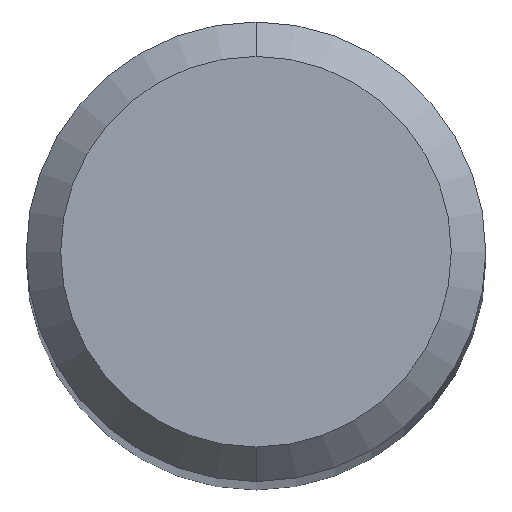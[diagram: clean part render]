
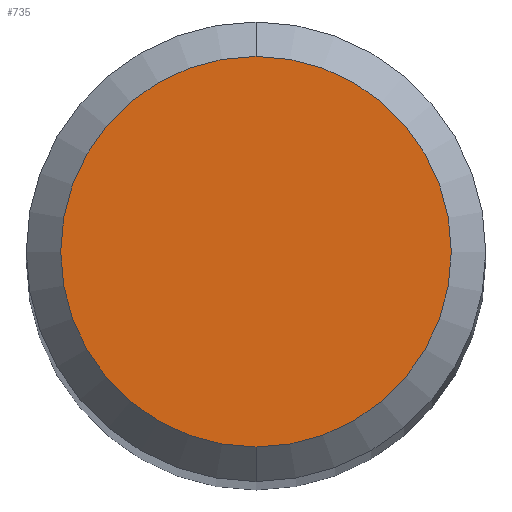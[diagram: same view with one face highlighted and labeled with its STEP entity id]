
A CAD part, top view. The second image highlights one B-rep face of the part: STEP entity #735.
In plain terms, the highlighted planar face has unit normal (0, 0, 1).
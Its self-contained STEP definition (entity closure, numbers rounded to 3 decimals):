
#535=EDGE_CURVE('',#1061,#903,#1299,.T.);
#735=ADVANCED_FACE('',(#1526),#1527,.T.);
#903=VERTEX_POINT('',#1709);
#977=EDGE_CURVE('',#903,#1061,#1788,.T.);
#1061=VERTEX_POINT('',#1874);
#1299=CIRCLE('',#2469,1.7);
#1526=FACE_OUTER_BOUND('',#3197,.T.);
#1527=PLANE('',#3198);
#1709=CARTESIAN_POINT('',(0.0,1.7,0.0));
#1788=CIRCLE('',#4039,1.7);
#1874=CARTESIAN_POINT('',(0.,-1.7,0.0));
#2469=AXIS2_PLACEMENT_3D('',#4697,#4698,#4699);
#3197=EDGE_LOOP('',(#5037,#5038));
#3198=AXIS2_PLACEMENT_3D('',#5039,#5040,#5041);
#4039=AXIS2_PLACEMENT_3D('',#5292,#5293,#5294);
#4697=CARTESIAN_POINT('',(0.0,0.0,0.0));
#4698=DIRECTION('',(0.0,0.0,-1.0));
#4699=DIRECTION('',(0.0,1.0,0.0));
#5037=ORIENTED_EDGE('',*,*,#977,.F.);
#5038=ORIENTED_EDGE('',*,*,#535,.F.);
#5039=CARTESIAN_POINT('',(0.0,0.85,0.0));
#5040=DIRECTION('',(-0.0,0.0,1.0));
#5041=DIRECTION('',(0.0,-1.0,0.0));
#5292=CARTESIAN_POINT('',(0.0,0.0,0.0));
#5293=DIRECTION('',(0.0,0.0,-1.0));
#5294=DIRECTION('',(0.0,1.0,0.0));
